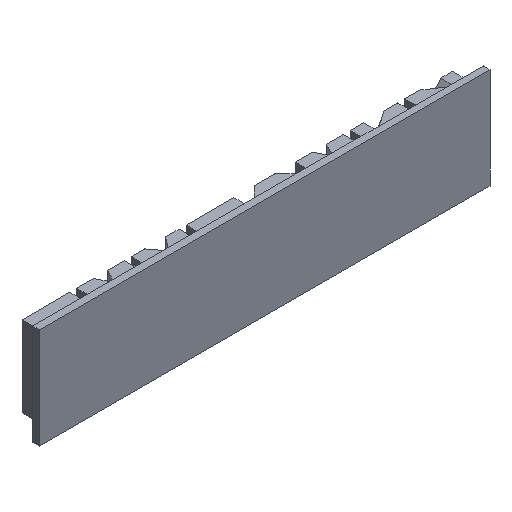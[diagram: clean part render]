
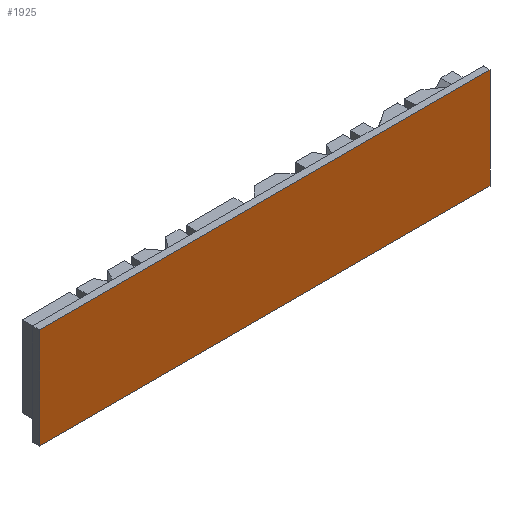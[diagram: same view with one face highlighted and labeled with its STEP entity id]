
A CAD part, isometric view. The second image highlights one B-rep face of the part: STEP entity #1925.
In plain terms, the highlighted planar face has unit normal (0, -1, 0).
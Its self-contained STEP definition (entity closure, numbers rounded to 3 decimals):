
#39=FACE_OUTER_BOUND('',#149,.T.);
#149=EDGE_LOOP('',(#1287,#1288,#1289,#1290));
#272=LINE('',#2682,#546);
#274=LINE('',#2686,#548);
#276=LINE('',#2690,#550);
#278=LINE('',#2693,#552);
#546=VECTOR('',#2175,10.);
#548=VECTOR('',#2179,10.);
#550=VECTOR('',#2183,10.);
#552=VECTOR('',#2187,10.);
#819=VERTEX_POINT('',#2679);
#820=VERTEX_POINT('',#2681);
#821=VERTEX_POINT('',#2685);
#822=VERTEX_POINT('',#2689);
#998=EDGE_CURVE('',#820,#819,#272,.T.);
#1000=EDGE_CURVE('',#821,#820,#274,.T.);
#1002=EDGE_CURVE('',#822,#821,#276,.T.);
#1004=EDGE_CURVE('',#819,#822,#278,.T.);
#1287=ORIENTED_EDGE('',*,*,#1004,.T.);
#1288=ORIENTED_EDGE('',*,*,#1002,.T.);
#1289=ORIENTED_EDGE('',*,*,#1000,.T.);
#1290=ORIENTED_EDGE('',*,*,#998,.T.);
#1816=PLANE('',#2050);
#1925=ADVANCED_FACE('',(#39),#1816,.T.);
#2050=AXIS2_PLACEMENT_3D('',#2694,#2188,#2189);
#2175=DIRECTION('',(1.,0.,0.));
#2179=DIRECTION('',(0.,0.,-1.));
#2183=DIRECTION('',(-1.,0.,0.));
#2187=DIRECTION('',(0.,0.,1.));
#2188=DIRECTION('center_axis',(0.,-1.,0.));
#2189=DIRECTION('ref_axis',(0.,0.,-1.));
#2679=CARTESIAN_POINT('',(32.7,-1.,-7.3));
#2681=CARTESIAN_POINT('',(-32.7,-1.,-7.3));
#2682=CARTESIAN_POINT('',(-32.7,-1.,-7.3));
#2685=CARTESIAN_POINT('',(-32.7,-1.,7.3));
#2686=CARTESIAN_POINT('',(-32.7,-1.,7.3));
#2689=CARTESIAN_POINT('',(32.7,-1.,7.3));
#2690=CARTESIAN_POINT('',(32.7,-1.,7.3));
#2693=CARTESIAN_POINT('',(32.7,-1.,-7.3));
#2694=CARTESIAN_POINT('Origin',(0.,-1.,0.));
